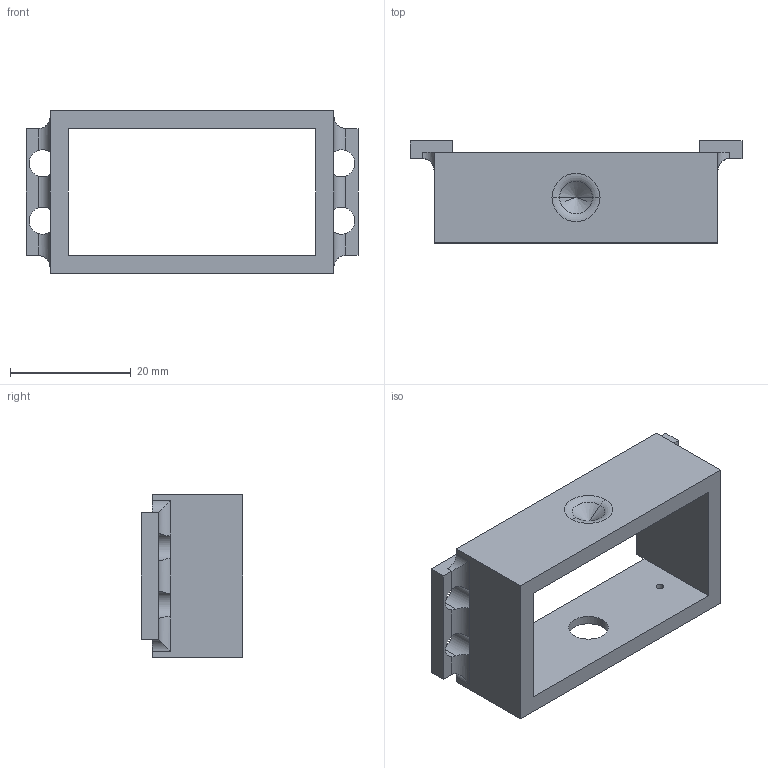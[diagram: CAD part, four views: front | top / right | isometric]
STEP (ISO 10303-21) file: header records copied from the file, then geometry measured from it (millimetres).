
FILE_DESCRIPTION (( 'STEP AP203' ), '1' );
FILE_NAME ('MG996 servo mount_Default_sldprt.STEP', '2024-01-02T12:43:51', ( '' ), ( '' ), 'SwSTEP 2.0', 'SolidWorks 2022', '' );
FILE_SCHEMA (( 'CONFIG_CONTROL_DESIGN' ));
Length unit declared in the file: millimetre
Products named in the file (1): MG996 servo mount_Default_sldprt
Bounding box: 55 x 16.87 x 27 mm (x, y, z)
Volume: 6127.3 mm3; surface area: 5613.3 mm2
Topology: 1 solids, 1 shells, 63 faces, 177 edges, 111 vertices
Faces by surface type: plane 30, cylinder 29, torus 2, cone 2
Entity records: 2190 total; most frequent: CARTESIAN_POINT 474, ORIENTED_EDGE 350, DIRECTION 331, EDGE_CURVE 175, AXIS2_PLACEMENT_3D 112, VERTEX_POINT 111, VECTOR 107, LINE 107
